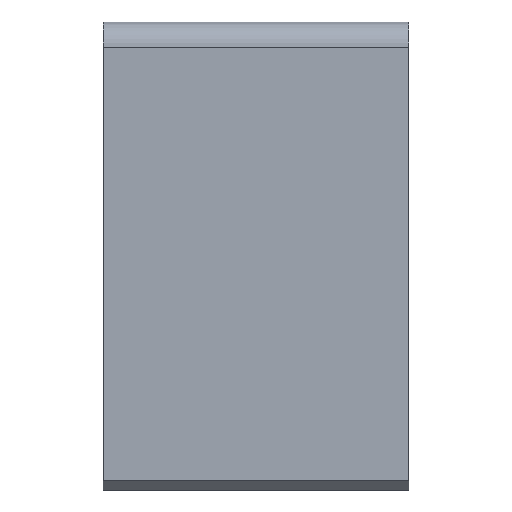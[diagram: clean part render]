
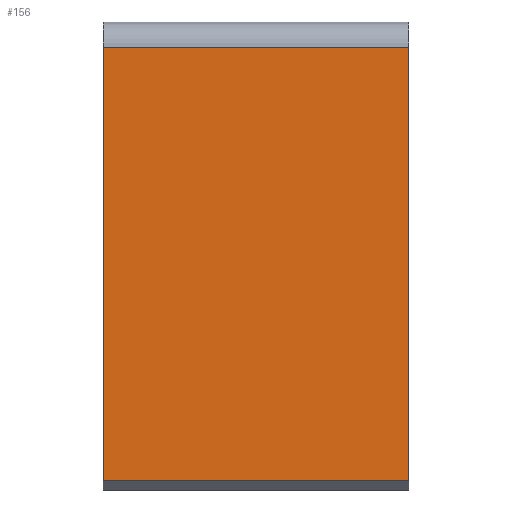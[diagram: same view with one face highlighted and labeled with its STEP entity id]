
A CAD part, top view. The second image highlights one B-rep face of the part: STEP entity #156.
In plain terms, the highlighted planar face has unit normal (0, 0, 1).
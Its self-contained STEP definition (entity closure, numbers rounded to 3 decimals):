
#21 = EDGE_CURVE('',#22,#24,#26,.T.);
#22 = VERTEX_POINT('',#23);
#23 = CARTESIAN_POINT('',(0.,-13.,2.3));
#24 = VERTEX_POINT('',#25);
#25 = CARTESIAN_POINT('',(0.,4.,2.3));
#26 = LINE('',#27,#28);
#27 = CARTESIAN_POINT('',(0.,-14.,2.3));
#28 = VECTOR('',#29,1.);
#29 = DIRECTION('',(0.,1.,0.));
#156 = ADVANCED_FACE('',(#157),#182,.T.);
#157 = FACE_BOUND('',#158,.T.);
#158 = EDGE_LOOP('',(#159,#160,#168,#176));
#159 = ORIENTED_EDGE('',*,*,#21,.F.);
#160 = ORIENTED_EDGE('',*,*,#161,.T.);
#161 = EDGE_CURVE('',#22,#162,#164,.T.);
#162 = VERTEX_POINT('',#163);
#163 = CARTESIAN_POINT('',(12.,-13.,2.3));
#164 = LINE('',#165,#166);
#165 = CARTESIAN_POINT('',(0.,-13.,2.3));
#166 = VECTOR('',#167,1.);
#167 = DIRECTION('',(1.,0.,0.));
#168 = ORIENTED_EDGE('',*,*,#169,.T.);
#169 = EDGE_CURVE('',#162,#170,#172,.T.);
#170 = VERTEX_POINT('',#171);
#171 = CARTESIAN_POINT('',(12.,4.,2.3));
#172 = LINE('',#173,#174);
#173 = CARTESIAN_POINT('',(12.,-14.,2.3));
#174 = VECTOR('',#175,1.);
#175 = DIRECTION('',(0.,1.,0.));
#176 = ORIENTED_EDGE('',*,*,#177,.F.);
#177 = EDGE_CURVE('',#24,#170,#178,.T.);
#178 = LINE('',#179,#180);
#179 = CARTESIAN_POINT('',(0.,4.,2.3));
#180 = VECTOR('',#181,1.);
#181 = DIRECTION('',(1.,0.,0.));
#182 = PLANE('',#183);
#183 = AXIS2_PLACEMENT_3D('',#184,#185,#186);
#184 = CARTESIAN_POINT('',(0.,-14.,2.3));
#185 = DIRECTION('',(0.,0.,1.));
#186 = DIRECTION('',(0.,1.,0.));
